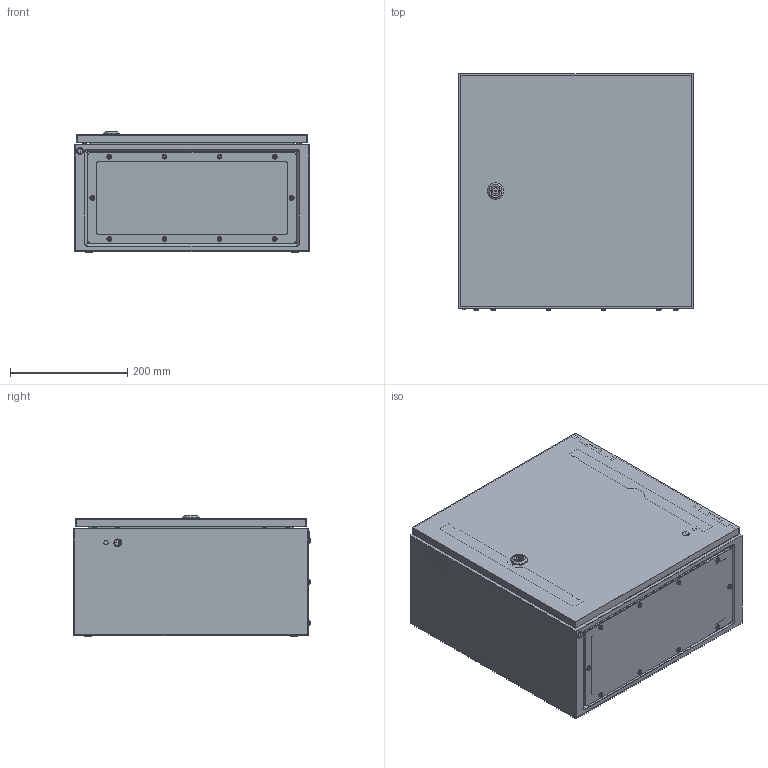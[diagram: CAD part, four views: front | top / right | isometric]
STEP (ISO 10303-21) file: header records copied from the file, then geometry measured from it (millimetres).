
FILE_DESCRIPTION (( 'STEP AP214' ), '1' );
FILE_NAME ('3331-4040-20-17.step', '2023-12-20T12:45:28', ( '' ), ( '' ), 'SwSTEP 2.0', 'SolidWorks 2019', '' );
FILE_SCHEMA (( 'AUTOMOTIVE_DESIGN' ));
Length unit declared in the file: millimetre
Products named in the file (6): Montageplattenbeipack_wg_4040; 3331-4040-20-17; Kabeleinfuehrungsplatte_wg_3080-7035-12-27; Tuer_wg_3331-4040-00-97; Montageplatte_wg_0331-4040-00-13; Korpus_wg_4040-20
Assembly tree (5 placements, depth 2):
  3331-4040-20-17
    Korpus_wg_4040-20
    Tuer_wg_3331-4040-00-97
    Kabeleinfuehrungsplatte_wg_3080-7035-12-27
    Montageplatte_wg_0331-4040-00-13
    Montageplattenbeipack_wg_4040
Bounding box: 400 x 403.1 x 206.85 mm (x, y, z)
Volume: 1319652.1 mm3; surface area: 1753589 mm2
Topology: 32 solids, 36 shells, 1650 faces, 4173 edges, 2695 vertices
Faces by surface type: plane 966, cylinder 468, cone 158, torus 24, sphere 18, bspline 16
Entity records: 66404 total; most frequent: CARTESIAN_POINT 18120, DIRECTION 8423, ORIENTED_EDGE 8330, EDGE_CURVE 4165, AXIS2_PLACEMENT_3D 2964, VERTEX_POINT 2695, VECTOR 2495, LINE 2495
